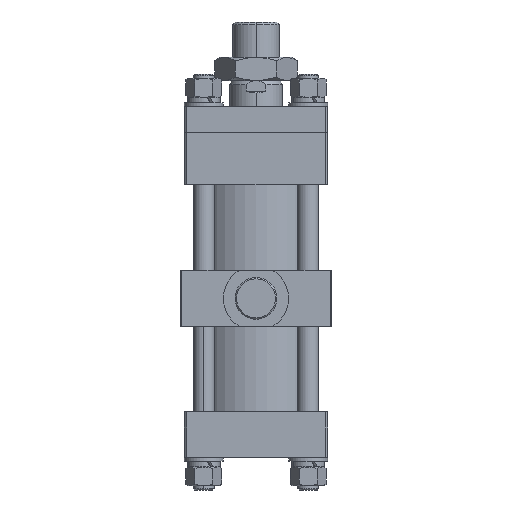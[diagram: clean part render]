
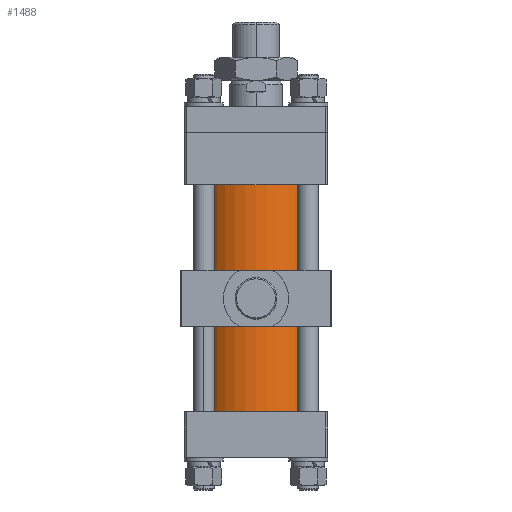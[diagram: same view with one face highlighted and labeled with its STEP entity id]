
A CAD part, front view. The second image highlights one B-rep face of the part: STEP entity #1488.
In plain terms, the highlighted cylindrical face has radius 47 mm (diameter 94 mm), a partial arc.
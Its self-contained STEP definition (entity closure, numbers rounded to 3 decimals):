
#1488 = ADVANCED_FACE ( 'NONE', ( #8163 ), #8154, .T. ) ;
#1914 = VERTEX_POINT ( 'NONE', #4573 ) ;
#1916 = VERTEX_POINT ( 'NONE', #4575 ) ;
#1917 = VERTEX_POINT ( 'NONE', #4576 ) ;
#1918 = VERTEX_POINT ( 'NONE', #4577 ) ;
#3059 = AXIS2_PLACEMENT_3D ( 'NONE', #4376, #4375, #4368 ) ;
#3082 = AXIS2_PLACEMENT_3D ( 'NONE', #4875, #4876, #4877 ) ;
#3335 = AXIS2_PLACEMENT_3D ( 'NONE', #6543, #6544, #6545 ) ;
#3995 = LINE ( 'NONE', #6531, #4018 ) ;
#4018 = VECTOR ( 'NONE', #6526, 1000. ) ;
#4020 = LINE ( 'NONE', #6535, #4034 ) ;
#4026 = CIRCLE ( 'NONE', #3335, 47. ) ;
#4034 = VECTOR ( 'NONE', #6530, 1000. ) ;
#4368 = DIRECTION ( 'NONE',  ( -1., 0., 0. ) ) ;
#4375 = DIRECTION ( 'NONE',  ( 0., 0., -1. ) ) ;
#4376 = CARTESIAN_POINT ( 'NONE',  ( 0., 0., 174. ) ) ;
#4573 = CARTESIAN_POINT ( 'NONE',  ( -47., 0., 0. ) ) ;
#4575 = CARTESIAN_POINT ( 'NONE',  ( 47., 0., 174. ) ) ;
#4576 = CARTESIAN_POINT ( 'NONE',  ( 47., 0., 0. ) ) ;
#4577 = CARTESIAN_POINT ( 'NONE',  ( -47., 0., 174. ) ) ;
#4875 = CARTESIAN_POINT ( 'NONE',  ( 0., 0., 0. ) ) ;
#4876 = DIRECTION ( 'NONE',  ( 0., 0., 1. ) ) ;
#4877 = DIRECTION ( 'NONE',  ( 1., 0., 0. ) ) ;
#6526 = DIRECTION ( 'NONE',  ( 0., 0., -1. ) ) ;
#6530 = DIRECTION ( 'NONE',  ( 0., 0., -1. ) ) ;
#6531 = CARTESIAN_POINT ( 'NONE',  ( 47., 0., 174. ) ) ;
#6535 = CARTESIAN_POINT ( 'NONE',  ( -47., 0., 174. ) ) ;
#6543 = CARTESIAN_POINT ( 'NONE',  ( 0., 0., 174. ) ) ;
#6544 = DIRECTION ( 'NONE',  ( 0., 0., 1. ) ) ;
#6545 = DIRECTION ( 'NONE',  ( 1., 0., 0. ) ) ;
#7505 = EDGE_CURVE ( 'NONE', #1914, #1917, #8110, .T. ) ;
#8110 = CIRCLE ( 'NONE', #3082, 47. ) ;
#8154 = CYLINDRICAL_SURFACE ( 'NONE', #3059, 47. ) ;
#8163 = FACE_OUTER_BOUND ( 'NONE', #9702, .T. ) ;
#9041 = EDGE_CURVE ( 'NONE', #1916, #1917, #3995, .T. ) ;
#9043 = EDGE_CURVE ( 'NONE', #1918, #1914, #4020, .T. ) ;
#9045 = EDGE_CURVE ( 'NONE', #1918, #1916, #4026, .T. ) ;
#9643 = ORIENTED_EDGE ( 'NONE', *, *, #7505, .T. ) ;
#9645 = ORIENTED_EDGE ( 'NONE', *, *, #9045, .F. ) ;
#9702 = EDGE_LOOP ( 'NONE', ( #9855, #9645, #9753, #9643 ) ) ;
#9753 = ORIENTED_EDGE ( 'NONE', *, *, #9043, .T. ) ;
#9855 = ORIENTED_EDGE ( 'NONE', *, *, #9041, .F. ) ;
